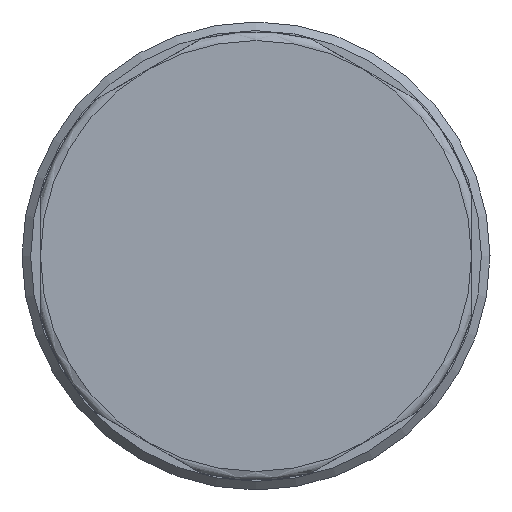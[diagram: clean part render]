
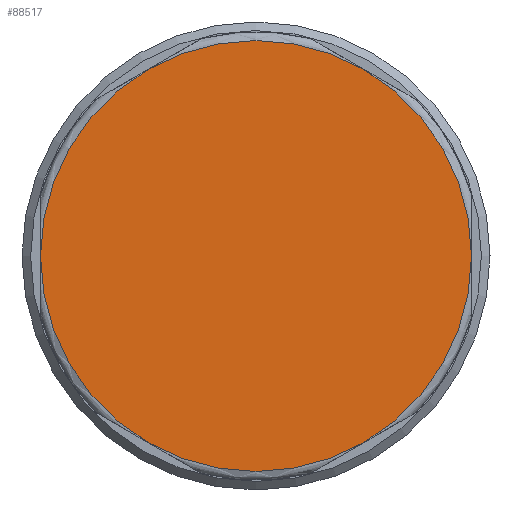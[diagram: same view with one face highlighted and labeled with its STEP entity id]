
A CAD part, left-side view. The second image highlights one B-rep face of the part: STEP entity #88517.
In plain terms, the highlighted planar face has unit normal (-1, 0, 0).
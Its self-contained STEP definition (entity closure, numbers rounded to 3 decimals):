
#87531=CARTESIAN_POINT('',(0.0,6.25,-10.825));
#87532=VERTEX_POINT('',#87531);
#87633=CARTESIAN_POINT('',(0.0,-6.25,-10.825));
#87634=VERTEX_POINT('',#87633);
#87737=CARTESIAN_POINT('',(0.0,-12.5,0.));
#87738=VERTEX_POINT('',#87737);
#87841=CARTESIAN_POINT('',(0.0,-6.25,10.825));
#87842=VERTEX_POINT('',#87841);
#87945=CARTESIAN_POINT('',(0.0,6.25,10.825));
#87946=VERTEX_POINT('',#87945);
#88024=CARTESIAN_POINT('',(0.0,12.5,0.0));
#88025=VERTEX_POINT('',#88024);
#88043=CARTESIAN_POINT('',(0.0,0.0,0.0));
#88044=DIRECTION('',(1.0,0.0,0.0));
#88045=DIRECTION('',(0.0,-1.0,0.0));
#88046=AXIS2_PLACEMENT_3D('',#88043,#88044,#88045);
#88047=CIRCLE('',#88046,12.5);
#88048=EDGE_CURVE('',#88025,#87946,#88047,.T.);
#88067=CARTESIAN_POINT('',(0.0,0.0,0.0));
#88068=DIRECTION('',(1.0,0.0,0.0));
#88069=DIRECTION('',(0.0,-1.0,0.0));
#88070=AXIS2_PLACEMENT_3D('',#88067,#88068,#88069);
#88071=CIRCLE('',#88070,12.5);
#88072=EDGE_CURVE('',#87946,#87842,#88071,.T.);
#88091=CARTESIAN_POINT('',(0.0,0.0,0.0));
#88092=DIRECTION('',(1.0,0.0,0.0));
#88093=DIRECTION('',(0.0,-1.0,0.0));
#88094=AXIS2_PLACEMENT_3D('',#88091,#88092,#88093);
#88095=CIRCLE('',#88094,12.5);
#88096=EDGE_CURVE('',#87842,#87738,#88095,.T.);
#88115=CARTESIAN_POINT('',(0.0,0.0,0.0));
#88116=DIRECTION('',(1.0,0.0,0.0));
#88117=DIRECTION('',(0.0,-1.0,0.0));
#88118=AXIS2_PLACEMENT_3D('',#88115,#88116,#88117);
#88119=CIRCLE('',#88118,12.5);
#88120=EDGE_CURVE('',#87738,#87634,#88119,.T.);
#88139=CARTESIAN_POINT('',(0.0,0.0,0.0));
#88140=DIRECTION('',(1.0,0.0,0.0));
#88141=DIRECTION('',(0.0,-1.0,0.0));
#88142=AXIS2_PLACEMENT_3D('',#88139,#88140,#88141);
#88143=CIRCLE('',#88142,12.5);
#88144=EDGE_CURVE('',#87634,#87532,#88143,.T.);
#88492=CARTESIAN_POINT('',(0.0,0.0,0.0));
#88493=DIRECTION('',(1.0,0.0,0.0));
#88494=DIRECTION('',(0.0,-1.0,0.0));
#88495=AXIS2_PLACEMENT_3D('',#88492,#88493,#88494);
#88496=CIRCLE('',#88495,12.5);
#88497=EDGE_CURVE('',#87532,#88025,#88496,.T.);
#88504=CARTESIAN_POINT('',(0.0,10.688,0.0));
#88505=DIRECTION('',(-1.0,0.0,0.0));
#88506=DIRECTION('',(0.0,0.0,1.0));
#88507=AXIS2_PLACEMENT_3D('',#88504,#88505,#88506);
#88508=PLANE('',#88507);
#88509=ORIENTED_EDGE('',*,*,#88048,.F.);
#88510=ORIENTED_EDGE('',*,*,#88497,.F.);
#88511=ORIENTED_EDGE('',*,*,#88144,.F.);
#88512=ORIENTED_EDGE('',*,*,#88120,.F.);
#88513=ORIENTED_EDGE('',*,*,#88096,.F.);
#88514=ORIENTED_EDGE('',*,*,#88072,.F.);
#88515=EDGE_LOOP('',(#88509,#88510,#88511,#88512,#88513,#88514));
#88516=FACE_OUTER_BOUND('',#88515,.T.);
#88517=ADVANCED_FACE('',(#88516),#88508,.T.);
